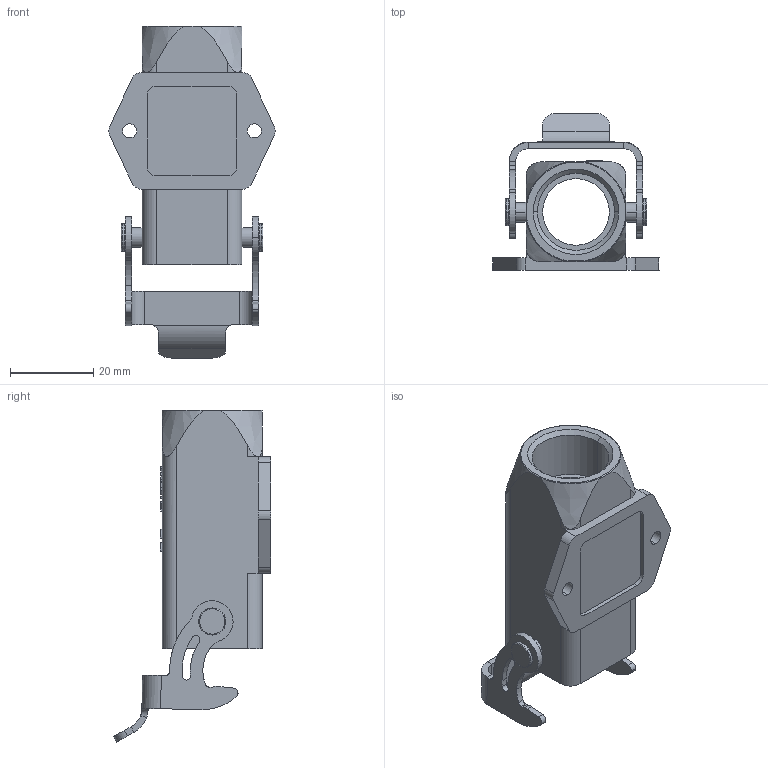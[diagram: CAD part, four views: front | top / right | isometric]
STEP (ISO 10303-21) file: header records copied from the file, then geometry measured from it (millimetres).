
FILE_DESCRIPTION(/* description */ (''),/* implementation_level */ '2;1');
FILE_NAME(/* name */ '3D_1106032241002_EMC.H3A-SF-1L_W-M20_V1.1.stp',/* time_stamp */ '2024-01-23T16:51:14+08:00',/* author */ (''),/* organization */ (''),/* preprocessor_version */ 'ST-DEVELOPER v18.1',/* originating_system */ 'SIEMENS PLM Software NX 1980',/* authorisation */ '');
FILE_SCHEMA (('AUTOMOTIVE_DESIGN { 1 0 10303 214 3 1 1 1 }'));
Length unit declared in the file: millimetre
Products named in the file (1): 3D_1106032241002_EMC.H3A-SF-1L_W-M20_V1.0_stp
Bounding box: 39.98 x 37.75 x 79.75 mm (x, y, z)
Volume: 12768.5 mm3; surface area: 13619.8 mm2
Topology: 1 solids, 1 shells, 279 faces, 728 edges, 466 vertices
Faces by surface type: plane 119, cylinder 114, cone 30, torus 12, bspline 4
Entity records: 9051 total; most frequent: CARTESIAN_POINT 2086, DIRECTION 1463, ORIENTED_EDGE 1448, EDGE_CURVE 724, AXIS2_PLACEMENT_3D 526, VERTEX_POINT 466, LINE 411, VECTOR 411
